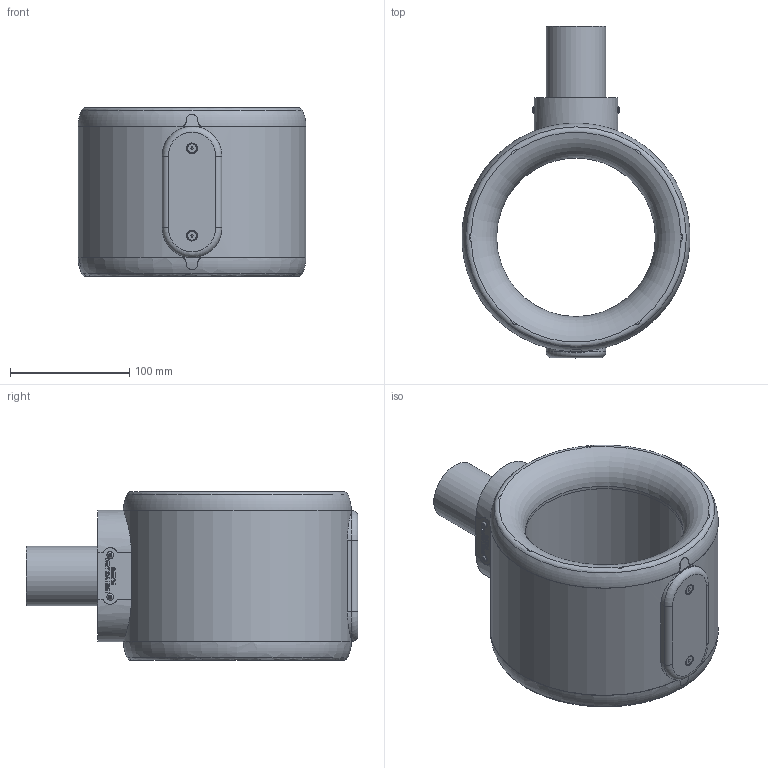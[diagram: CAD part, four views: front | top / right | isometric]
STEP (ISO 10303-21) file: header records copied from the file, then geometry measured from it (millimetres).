
FILE_DESCRIPTION (( 'STEP AP214' ), '1' );
FILE_NAME ('P-133-030-rev-A-FR.STEP', '2025-06-16T09:11:39', ( '' ), ( '' ), 'SwSTEP 2.0', 'SolidWorks 2024', '' );
FILE_SCHEMA (( 'AUTOMOTIVE_DESIGN' ));
Length unit declared in the file: millimetre
Products named in the file (1): P-133-030-rev-A-FR
Bounding box: 191 x 278 x 141.23 mm (x, y, z)
Volume: 2229418.3 mm3; surface area: 181650.9 mm2
Topology: 1 solids, 10 shells, 652 faces, 1656 edges, 1081 vertices
Faces by surface type: plane 414, bspline 130, cylinder 52, cone 28, torus 24, sphere 4
Full cylindrical faces by diameter (mm): 4 x2, 4.3 x2, 5.7 x4, 7.64 x6, 8.5 x6, 50 x1, 133 x1, 133.036 x2
Entity records: 25413 total; most frequent: CARTESIAN_POINT 8954, ORIENTED_EDGE 3146, DIRECTION 2158, EDGE_CURVE 1573, VERTEX_POINT 1048, LINE 804, VECTOR 804, EDGE_LOOP 765
